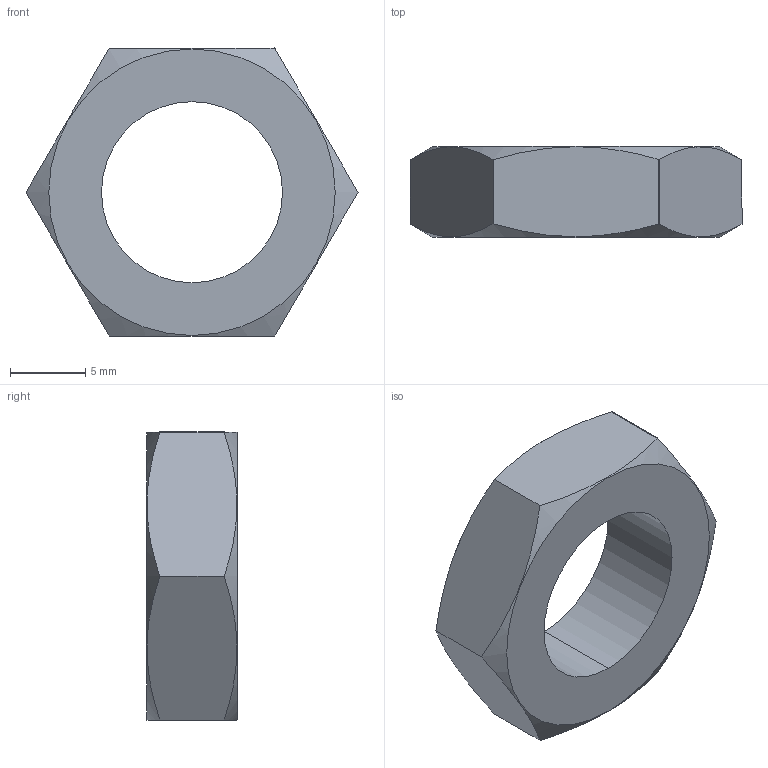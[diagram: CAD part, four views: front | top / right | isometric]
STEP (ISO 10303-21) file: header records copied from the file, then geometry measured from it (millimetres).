
FILE_DESCRIPTION (( 'STEP AP203' ), '1' );
FILE_NAME ('EcrouSerragePoids_Défaut_sldprt.STEP', '2019-10-29T08:20:24', ( '' ), ( '' ), 'SwSTEP 2.0', 'SolidWorks 2017', '' );
FILE_SCHEMA (( 'CONFIG_CONTROL_DESIGN' ));
Length unit declared in the file: millimetre
Products named in the file (1): EcrouSerragePoids_Défaut_sldprt
Bounding box: 22 x 6 x 19.08 mm (x, y, z)
Volume: 1191.5 mm3; surface area: 993.9 mm2
Topology: 1 solids, 1 shells, 17 faces, 45 edges, 30 vertices
Faces by surface type: plane 10, cone 4, cylinder 3
Entity records: 694 total; most frequent: CARTESIAN_POINT 217, ORIENTED_EDGE 90, DIRECTION 71, EDGE_CURVE 45, VERTEX_POINT 30, AXIS2_PLACEMENT_3D 28, B_SPLINE_CURVE_WITH_KNOTS 20, EDGE_LOOP 19
